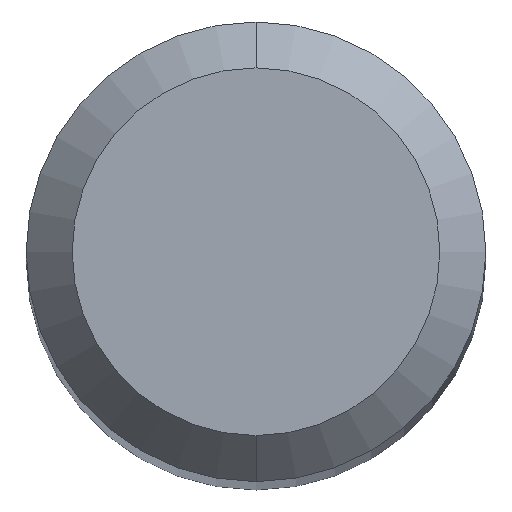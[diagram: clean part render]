
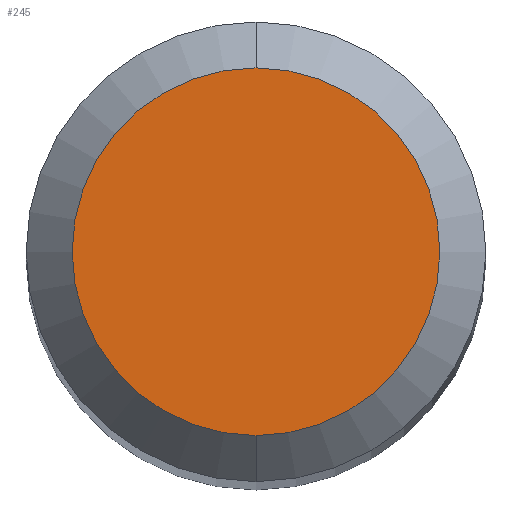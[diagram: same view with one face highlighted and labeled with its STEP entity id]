
A CAD part, top view. The second image highlights one B-rep face of the part: STEP entity #245.
In plain terms, the highlighted planar face has unit normal (0, 0, 1).
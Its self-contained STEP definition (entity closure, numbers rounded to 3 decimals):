
#245=ADVANCED_FACE('',(#556),#557,.T.);
#267=VERTEX_POINT('',#581);
#309=VERTEX_POINT('',#630);
#319=EDGE_CURVE('',#267,#309,#643,.T.);
#369=EDGE_CURVE('',#309,#267,#697,.T.);
#556=FACE_OUTER_BOUND('',#983,.T.);
#557=PLANE('',#984);
#581=CARTESIAN_POINT('',(0.0,1.2,0.0));
#630=CARTESIAN_POINT('',(0.,-1.2,0.0));
#643=CIRCLE('',#1130,1.2);
#697=CIRCLE('',#1208,1.2);
#983=EDGE_LOOP('',(#1501,#1502));
#984=AXIS2_PLACEMENT_3D('',#1503,#1504,#1505);
#1130=AXIS2_PLACEMENT_3D('',#1620,#1621,#1622);
#1208=AXIS2_PLACEMENT_3D('',#1680,#1681,#1682);
#1501=ORIENTED_EDGE('',*,*,#319,.F.);
#1502=ORIENTED_EDGE('',*,*,#369,.F.);
#1503=CARTESIAN_POINT('',(0.0,0.6,0.0));
#1504=DIRECTION('',(-0.0,0.0,1.0));
#1505=DIRECTION('',(0.0,-1.0,0.0));
#1620=CARTESIAN_POINT('',(0.0,0.0,0.0));
#1621=DIRECTION('',(0.0,0.0,-1.0));
#1622=DIRECTION('',(0.0,1.0,0.0));
#1680=CARTESIAN_POINT('',(0.0,0.0,0.0));
#1681=DIRECTION('',(0.0,0.0,-1.0));
#1682=DIRECTION('',(0.0,1.0,0.0));
